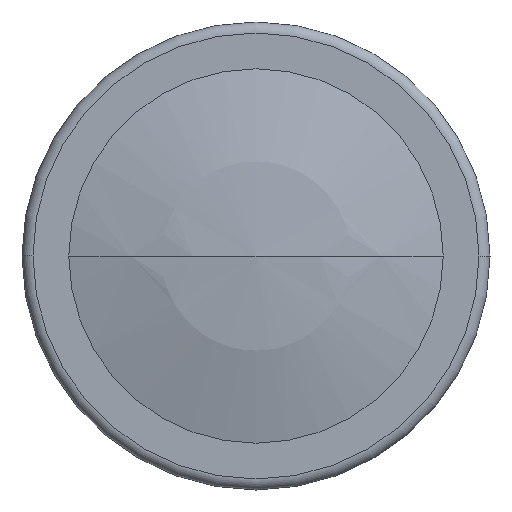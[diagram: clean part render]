
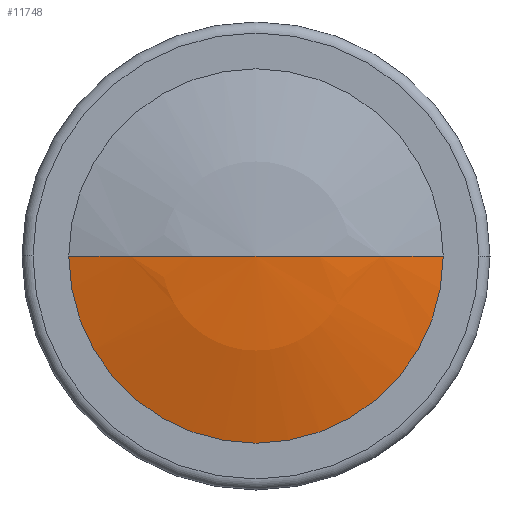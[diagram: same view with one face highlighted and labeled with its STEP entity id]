
A CAD part, front view. The second image highlights one B-rep face of the part: STEP entity #11748.
In plain terms, the highlighted spherical face has radius 23.62 mm.
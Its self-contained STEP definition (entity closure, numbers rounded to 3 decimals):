
#11691=CARTESIAN_POINT('',(0.,22.62,0.));
#11692=DIRECTION('',(0.,0.,1.));
#11693=DIRECTION('',(-0.288,-0.958,0.));
#11694=AXIS2_PLACEMENT_3D('',#11691,#11692,#11693);
#11696=CARTESIAN_POINT('',(0.,22.62,0.));
#11697=DIRECTION('',(0.,0.,-1.));
#11698=DIRECTION('',(0.288,-0.958,0.));
#11699=AXIS2_PLACEMENT_3D('',#11696,#11697,#11698);
#11701=CARTESIAN_POINT('',(0.,0.,0.));
#11702=DIRECTION('',(0.,-1.,0.));
#11703=DIRECTION('',(-1.,0.,0.));
#11704=AXIS2_PLACEMENT_3D('',#11701,#11702,#11703);
#11711=CARTESIAN_POINT('',(-6.8,0.,0.));
#11712=CARTESIAN_POINT('',(0.,-1.,0.));
#11713=VERTEX_POINT('',#11711);
#11714=VERTEX_POINT('',#11712);
#11715=CARTESIAN_POINT('',(6.8,0.,0.));
#11716=VERTEX_POINT('',#11715);
#11736=CARTESIAN_POINT('',(0.,22.62,0.));
#11737=DIRECTION('',(0.,1.,0.));
#11738=DIRECTION('',(1.,0.,0.));
#11739=AXIS2_PLACEMENT_3D('',#11736,#11737,#11738);
#11740=SPHERICAL_SURFACE('',#11739,23.62);
#11742=ORIENTED_EDGE('',*,*,#11741,.T.);
#11744=ORIENTED_EDGE('',*,*,#11743,.F.);
#11745=ORIENTED_EDGE('',*,*,#11722,.F.);
#11746=EDGE_LOOP('',(#11742,#11744,#11745));
#11747=FACE_OUTER_BOUND('',#11746,.F.);
#11695=CIRCLE('',#11694,23.62);
#11700=CIRCLE('',#11699,23.62);
#11705=CIRCLE('',#11704,6.8);
#11722=EDGE_CURVE('',#11713,#11716,#11705,.T.);
#11741=EDGE_CURVE('',#11713,#11714,#11695,.T.);
#11743=EDGE_CURVE('',#11716,#11714,#11700,.T.);
#11748=ADVANCED_FACE('',(#11747),#11740,.T.);
